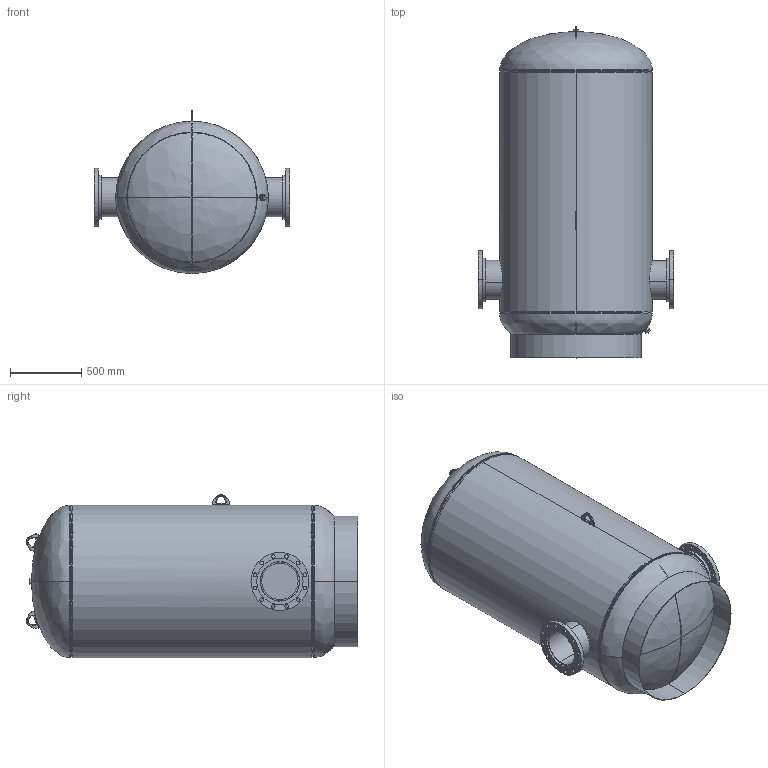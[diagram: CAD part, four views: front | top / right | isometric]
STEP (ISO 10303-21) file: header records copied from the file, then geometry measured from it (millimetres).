
FILE_DESCRIPTION (( 'STEP AP203' ), '1' );
FILE_NAME ('CBT-500-10F.STEP', '2021-03-26T13:40:16', ( '' ), ( '' ), 'SwSTEP 2.0', 'SolidWorks 2021', '' );
FILE_SCHEMA (( 'CONFIG_CONTROL_DESIGN' ));
Length unit declared in the file: inch
Products named in the file (13): 55Q0378; 9500050; CBT-500-10F; SORF FLANGES ASME B16.5_10 150# SA-105; 55K0266; 9500040; 9200230; 99B0487; 9301130_6.75; PLUGS_9500150; 9455042; 9400542
Assembly tree (27 placements, depth 2):
  CBT-500-10F
    99B0487
    9200230
    9200230
    9500040
    9500050
    PLUGS_9500150
    9301130_6.75  x2
    SORF FLANGES ASME B16.5_10 150# SA-105  x2
    9455042
    55K0266  x12
    9400542  x3
    55Q0378
Bounding box: 1371.6 x 2323.77 x 1142.75 mm (x, y, z)
Volume: 63556832.7 mm3; surface area: 21750253.5 mm2
Topology: 27 solids, 27 shells, 483 faces, 1098 edges, 670 vertices
Faces by surface type: cylinder 209, plane 152, torus 84, cone 24, bspline 14
Entity records: 13200 total; most frequent: CARTESIAN_POINT 5443, DIRECTION 1392, ORIENTED_EDGE 1148, AXIS2_PLACEMENT_3D 585, EDGE_CURVE 574, VERTEX_POINT 350, CIRCLE 318, EDGE_LOOP 296
